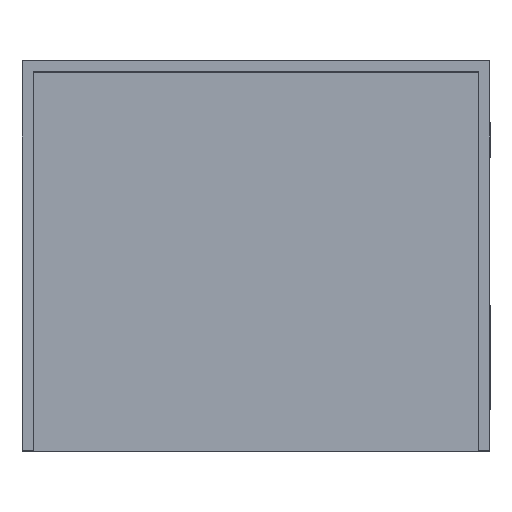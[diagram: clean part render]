
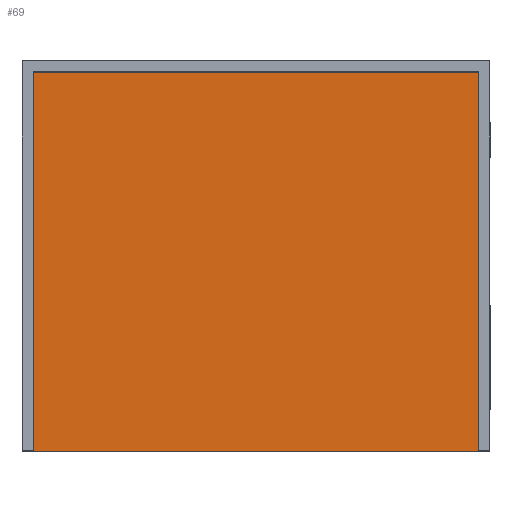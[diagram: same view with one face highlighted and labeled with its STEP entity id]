
A CAD part, top view. The second image highlights one B-rep face of the part: STEP entity #69.
In plain terms, the highlighted planar face has unit normal (0, 0, 1).
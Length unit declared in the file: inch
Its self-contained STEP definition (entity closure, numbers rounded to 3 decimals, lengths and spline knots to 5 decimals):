
#56 = ORIENTED_EDGE ( 'NONE', *, *, #407, .T. ) ;
#57 = ORIENTED_EDGE ( 'NONE', *, *, #59, .T. ) ;
#59 = EDGE_CURVE ( 'NONE', #425, #506, #320, .T. ) ;
#68 = EDGE_LOOP ( 'NONE', ( #56, #57, #94, #115 ) ) ;
#69 = ADVANCED_FACE ( 'NONE', ( #297 ), #296, .T. ) ;
#81 = EDGE_CURVE ( 'NONE', #506, #138, #560, .T. ) ;
#93 = EDGE_CURVE ( 'NONE', #138, #403, #532, .T. ) ;
#94 = ORIENTED_EDGE ( 'NONE', *, *, #81, .T. ) ;
#115 = ORIENTED_EDGE ( 'NONE', *, *, #93, .T. ) ;
#138 = VERTEX_POINT ( 'NONE', #596 ) ;
#291 = DIRECTION ( 'NONE',  ( 1., 0., 0. ) ) ;
#292 = DIRECTION ( 'NONE',  ( 0., 0., 1. ) ) ;
#293 = CARTESIAN_POINT ( 'NONE',  ( -1.93689, 0.25872, 0.05 ) ) ;
#294 = AXIS2_PLACEMENT_3D ( 'NONE', #293, #292, #291 ) ;
#296 = PLANE ( 'NONE',  #294 ) ;
#297 = FACE_OUTER_BOUND ( 'NONE', #68, .T. ) ;
#313 = DIRECTION ( 'NONE',  ( 0., 1., 0. ) ) ;
#314 = VECTOR ( 'NONE', #313, 39.37008 ) ;
#315 = CARTESIAN_POINT ( 'NONE',  ( 0.56311, 2.74745, 0.05 ) ) ;
#320 = LINE ( 'NONE', #315, #314 ) ;
#403 = VERTEX_POINT ( 'NONE', #813 ) ;
#407 = EDGE_CURVE ( 'NONE', #403, #425, #792, .T. ) ;
#425 = VERTEX_POINT ( 'NONE', #877 ) ;
#506 = VERTEX_POINT ( 'NONE', #1006 ) ;
#531 = CARTESIAN_POINT ( 'NONE',  ( -1.93689, 2.74745, 0.05 ) ) ;
#532 = LINE ( 'NONE', #531, #570 ) ;
#559 = CARTESIAN_POINT ( 'NONE',  ( -1.93689, 2.74745, 0.05 ) ) ;
#560 = LINE ( 'NONE', #559, #616 ) ;
#569 = DIRECTION ( 'NONE',  ( 0., -1., 0. ) ) ;
#570 = VECTOR ( 'NONE', #569, 39.37008 ) ;
#596 = CARTESIAN_POINT ( 'NONE',  ( -1.93689, 2.74745, 0.05 ) ) ;
#615 = DIRECTION ( 'NONE',  ( -1., 0., 0. ) ) ;
#616 = VECTOR ( 'NONE', #615, 39.37008 ) ;
#789 = DIRECTION ( 'NONE',  ( 1., 0., 0. ) ) ;
#790 = VECTOR ( 'NONE', #789, 39.37008 ) ;
#791 = CARTESIAN_POINT ( 'NONE',  ( 0.62561, 0.62245, 0.05 ) ) ;
#792 = LINE ( 'NONE', #791, #790 ) ;
#813 = CARTESIAN_POINT ( 'NONE',  ( -1.93689, 0.62245, 0.05 ) ) ;
#877 = CARTESIAN_POINT ( 'NONE',  ( 0.56311, 0.62245, 0.05 ) ) ;
#1006 = CARTESIAN_POINT ( 'NONE',  ( 0.56311, 2.74745, 0.05 ) ) ;
